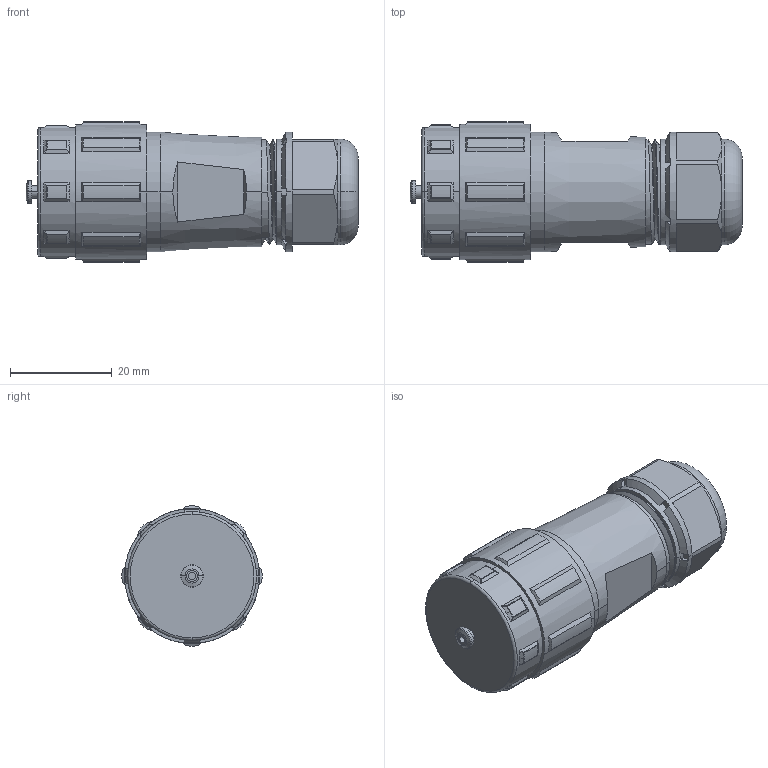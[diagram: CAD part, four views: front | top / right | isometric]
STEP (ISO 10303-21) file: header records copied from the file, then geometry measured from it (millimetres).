
FILE_DESCRIPTION((''),'2;1');
FILE_NAME('SP2110-P2-C','2018-11-06T',('Administrator'),(''),'PRO/ENGINEER BY PARAMETRIC TECHNOLOGY CORPORATION, 2015240','PRO/ENGINEER BY PARAMETRIC TECHNOLOGY CORPORATION, 2015240','');
FILE_SCHEMA(('CONFIG_CONTROL_DESIGN'));
Length unit declared in the file: millimetre
Products named in the file (1): SP2110-P2-C
Bounding box: 65.4 x 27.6 x 27.59 mm (x, y, z)
Volume: 25741.3 mm3; surface area: 7649.6 mm2
Topology: 1 solids, 2 shells, 328 faces, 795 edges, 493 vertices
Faces by surface type: plane 85, cylinder 69, bspline 54, torus 45, cone 43, sphere 32
Entity records: 11903 total; most frequent: CARTESIAN_POINT 4607, ORIENTED_EDGE 1590, DIRECTION 1425, EDGE_CURVE 795, AXIS2_PLACEMENT_3D 610, VERTEX_POINT 493, EDGE_LOOP 352, CIRCLE 336
